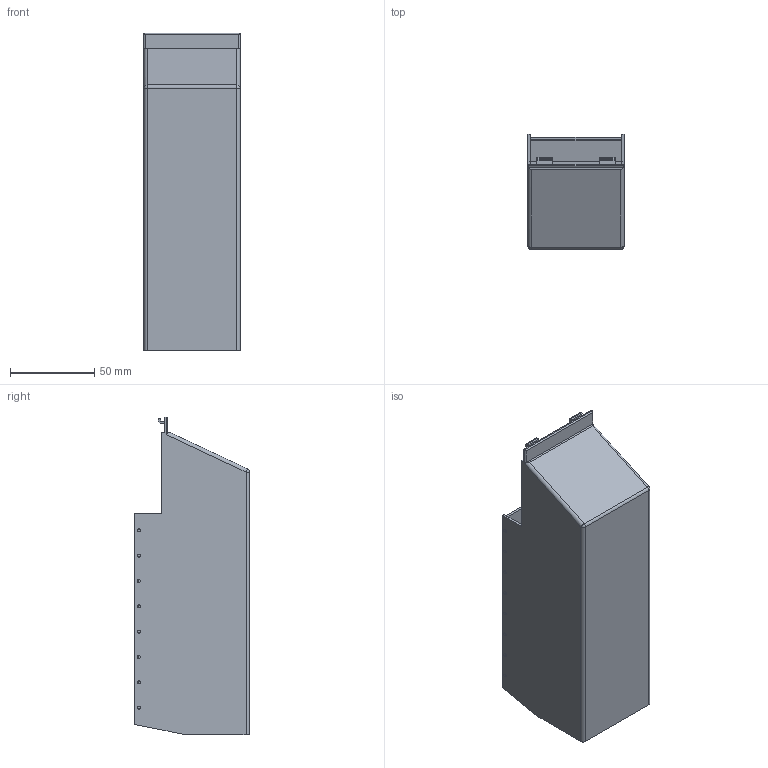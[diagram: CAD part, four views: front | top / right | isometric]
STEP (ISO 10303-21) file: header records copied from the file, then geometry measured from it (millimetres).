
FILE_DESCRIPTION(/* description */ ('STEP AP242','CAx-IF Rec.Pracs.---Representation and Presentation of Product Manufacturing Information (PMI)---4.0---2014-10-13','CAx-IF Rec.Pracs.---3D Tessellated Geometry---0.4---2014-09-14','2;1'),/* implementation_level */ '2;1');
FILE_NAME(/* name */ '66a6764335e74c5c0c76e645',/* time_stamp */ '2024-07-28T16:48:03Z',/* author */ (''),/* organization */ (''),/* preprocessor_version */ 'ST-DEVELOPER v20',/* originating_system */ ' ',/* authorisation */ ' ');
FILE_SCHEMA (('AP242_MANAGED_MODEL_BASED_3D_ENGINEERING_MIM_LF { 1 0 10303 442 1 1 4 }'));
Length unit declared in the file: metre
Products named in the file (3): Receptacle; Receptacle Closeout Panel; Receptacle Body
Assembly tree (2 placements, depth 2):
  Receptacle
    Receptacle Closeout Panel
    Receptacle Body
Bounding box: 57.6 x 68 x 187.91 mm (x, y, z)
Volume: 71158.6 mm3; surface area: 88367.4 mm2
Topology: 2 solids, 2 shells, 150 faces, 442 edges, 296 vertices
Faces by surface type: plane 118, cylinder 30, sphere 2
Full cylindrical faces by diameter (mm): 1.8 x16
Entity records: 4856 total; most frequent: CARTESIAN_POINT 847, ORIENTED_EDGE 816, DIRECTION 770, EDGE_CURVE 408, LINE 348, VECTOR 348, VERTEX_POINT 280, AXIS2_PLACEMENT_3D 211
